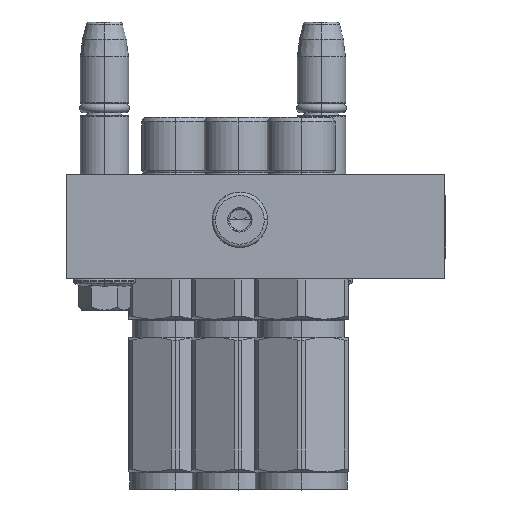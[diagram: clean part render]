
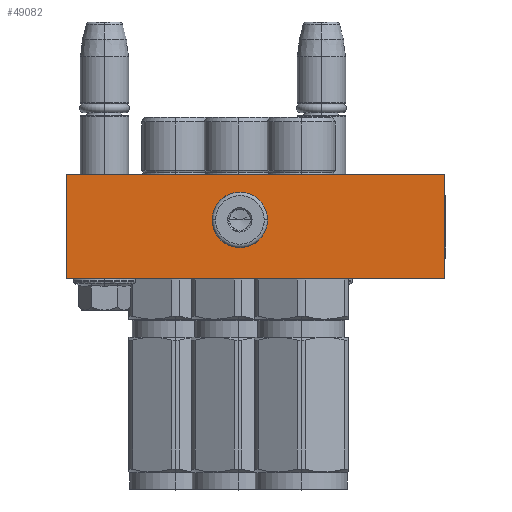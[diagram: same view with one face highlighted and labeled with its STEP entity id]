
A CAD part, front view. The second image highlights one B-rep face of the part: STEP entity #49082.
In plain terms, the highlighted face is planar.
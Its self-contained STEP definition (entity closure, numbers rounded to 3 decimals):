
#1134 = CARTESIAN_POINT ( 'NONE',  ( -5.865, 18.084, -50. ) ) ;
#1315 = CARTESIAN_POINT ( 'NONE',  ( -3.135, 18.085, -50. ) ) ;
#1758 = EDGE_CURVE ( 'NONE', #24163, #45023, #49491, .T. ) ;
#2471 = VERTEX_POINT ( 'NONE', #36733 ) ;
#2525 = CARTESIAN_POINT ( 'NONE',  ( -9.72, 12.827, -50. ) ) ;
#2673 = ORIENTED_EDGE ( 'NONE', *, *, #44237, .T. ) ;
#2682 = CARTESIAN_POINT ( 'NONE',  ( -9.454, 11.319, -50. ) ) ;
#3190 = ORIENTED_EDGE ( 'NONE', *, *, #14685, .T. ) ;
#4015 = CARTESIAN_POINT ( 'NONE',  ( 0.72, 13., -50. ) ) ;
#4548 = CARTESIAN_POINT ( 'NONE',  ( 0.686, 12.315, -50. ) ) ;
#4721 = CARTESIAN_POINT ( 'NONE',  ( 0.446, 11.321, -50. ) ) ;
#5212 = CARTESIAN_POINT ( 'NONE',  ( -9.719, 13.346, -50. ) ) ;
#5379 = CARTESIAN_POINT ( 'NONE',  ( -7.13, 17.561, -50. ) ) ;
#5391 = ORIENTED_EDGE ( 'NONE', *, *, #1758, .T. ) ;
#6972 = VERTEX_POINT ( 'NONE', #16327 ) ;
#7234 = LINE ( 'NONE', #25811, #41475 ) ;
#8461 = CARTESIAN_POINT ( 'NONE',  ( -54.5, 0., -50. ) ) ;
#8717 = ORIENTED_EDGE ( 'NONE', *, *, #50419, .F. ) ;
#9315 = CARTESIAN_POINT ( 'NONE',  ( 0.553, 14.354, -50. ) ) ;
#9486 = CARTESIAN_POINT ( 'NONE',  ( 0.061, 15.63, -50. ) ) ;
#9894 = CARTESIAN_POINT ( 'NONE',  ( 54.5, 0., -50. ) ) ;
#9998 = CARTESIAN_POINT ( 'NONE',  ( -54.5, 0., -50. ) ) ;
#10154 = DIRECTION ( 'NONE',  ( 0., 1., 0. ) ) ;
#10274 = CARTESIAN_POINT ( 'NONE',  ( -54.5, 30., -50. ) ) ;
#10553 = CARTESIAN_POINT ( 'NONE',  ( -7.13, 8.44, -50. ) ) ;
#12423 = CARTESIAN_POINT ( 'NONE',  ( -4.5, 7.78, -50. ) ) ;
#12581 = FACE_BOUND ( 'NONE', #45539, .T. ) ;
#12594 = CARTESIAN_POINT ( 'NONE',  ( -1.293, 8.825, -50. ) ) ;
#12767 = CARTESIAN_POINT ( 'NONE',  ( -3.815, 7.78, -50. ) ) ;
#13090 = PLANE ( 'NONE',  #45846 ) ;
#13256 = CARTESIAN_POINT ( 'NONE',  ( -8.675, 16.207, -50. ) ) ;
#14030 = CARTESIAN_POINT ( 'NONE',  ( 54.5, 0., -50. ) ) ;
#14685 = EDGE_CURVE ( 'NONE', #2471, #38040, #50369, .T. ) ;
#14833 = CARTESIAN_POINT ( 'NONE',  ( -9.711, 12.656, -50. ) ) ;
#16155 = CARTESIAN_POINT ( 'NONE',  ( 0.653, 13.85, -50. ) ) ;
#16327 = CARTESIAN_POINT ( 'NONE',  ( -9.72, 13., -50. ) ) ;
#16984 = CARTESIAN_POINT ( 'NONE',  ( -1.87, 17.56, -50. ) ) ;
#17165 = EDGE_CURVE ( 'NONE', #38355, #24163, #21508, .T. ) ;
#18380 = CARTESIAN_POINT ( 'NONE',  ( -7.707, 8.825, -50. ) ) ;
#20412 = CARTESIAN_POINT ( 'NONE',  ( -1.87, 8.439, -50. ) ) ;
#20552 = CARTESIAN_POINT ( 'NONE',  ( -9.545, 14.353, -50. ) ) ;
#20608 = CARTESIAN_POINT ( 'NONE',  ( 54.5, 30., -50. ) ) ;
#20737 = CARTESIAN_POINT ( 'NONE',  ( 0.454, 14.681, -50. ) ) ;
#21231 = DIRECTION ( 'NONE',  ( 0., 0., -1. ) ) ;
#21508 = LINE ( 'NONE', #14030, #43614 ) ;
#22184 = ORIENTED_EDGE ( 'NONE', *, *, #40962, .F. ) ;
#24015 = CARTESIAN_POINT ( 'NONE',  ( 0.586, 11.815, -50. ) ) ;
#24163 = VERTEX_POINT ( 'NONE', #8461 ) ;
#24505 = CARTESIAN_POINT ( 'NONE',  ( -9.586, 14.185, -50. ) ) ;
#25811 = CARTESIAN_POINT ( 'NONE',  ( 54.5, 30., -50. ) ) ;
#25924 = CARTESIAN_POINT ( 'NONE',  ( -9.72, 13., -50. ) ) ;
#26831 = VECTOR ( 'NONE', #10154, 1000. ) ;
#27134 = ORIENTED_EDGE ( 'NONE', *, *, #48930, .T. ) ;
#28145 = CARTESIAN_POINT ( 'NONE',  ( 0.545, 11.647, -50. ) ) ;
#28302 = CARTESIAN_POINT ( 'NONE',  ( -9.72, 13., -50. ) ) ;
#28639 = CARTESIAN_POINT ( 'NONE',  ( -3.815, 18.22, -50. ) ) ;
#28821 = CARTESIAN_POINT ( 'NONE',  ( -1.293, 17.175, -50. ) ) ;
#28985 = CARTESIAN_POINT ( 'NONE',  ( -9.686, 13.685, -50. ) ) ;
#29565 = VECTOR ( 'NONE', #49041, 1000. ) ;
#30051 = CARTESIAN_POINT ( 'NONE',  ( -9.061, 10.37, -50. ) ) ;
#30216 = CARTESIAN_POINT ( 'NONE',  ( -4.5, 7.78, -50. ) ) ;
#31373 = CARTESIAN_POINT ( 'NONE',  ( 0.711, 13.344, -50. ) ) ;
#31901 = CARTESIAN_POINT ( 'NONE',  ( 0.719, 12.654, -50. ) ) ;
#32153 = FACE_OUTER_BOUND ( 'NONE', #33236, .T. ) ;
#32228 = CARTESIAN_POINT ( 'NONE',  ( -9.061, 15.629, -50. ) ) ;
#32419 = CARTESIAN_POINT ( 'NONE',  ( 0.061, 10.371, -50. ) ) ;
#32738 = CARTESIAN_POINT ( 'NONE',  ( -7.707, 17.175, -50. ) ) ;
#33236 = EDGE_LOOP ( 'NONE', ( #5391, #22184, #8717, #47414 ) ) ;
#33790 = CARTESIAN_POINT ( 'NONE',  ( -9.678, 12.317, -50. ) ) ;
#33951 = CARTESIAN_POINT ( 'NONE',  ( -8.675, 9.793, -50. ) ) ;
#35650 = CARTESIAN_POINT ( 'NONE',  ( 0.388, 11.16, -50. ) ) ;
#36166 = CARTESIAN_POINT ( 'NONE',  ( 0.72, 13., -50. ) ) ;
#36650 = CARTESIAN_POINT ( 'NONE',  ( -5.185, 18.22, -50. ) ) ;
#36733 = CARTESIAN_POINT ( 'NONE',  ( -4.5, 7.78, -50. ) ) ;
#37329 = CARTESIAN_POINT ( 'NONE',  ( 54.5, 0., -50. ) ) ;
#37708 = CARTESIAN_POINT ( 'NONE',  ( -9.553, 11.646, -50. ) ) ;
#38040 = VERTEX_POINT ( 'NONE', #49352 ) ;
#38355 = VERTEX_POINT ( 'NONE', #37329 ) ;
#39569 = CARTESIAN_POINT ( 'NONE',  ( 0.678, 13.683, -50. ) ) ;
#40108 = CARTESIAN_POINT ( 'NONE',  ( -3.135, 7.916, -50. ) ) ;
#40258 = CARTESIAN_POINT ( 'NONE',  ( -9.446, 14.679, -50. ) ) ;
#40436 = CARTESIAN_POINT ( 'NONE',  ( 54.5, 0., -50. ) ) ;
#40608 = CARTESIAN_POINT ( 'NONE',  ( -9.388, 14.84, -50. ) ) ;
#40962 = EDGE_CURVE ( 'NONE', #41531, #45023, #7234, .T. ) ;
#41475 = VECTOR ( 'NONE', #48925, 1000. ) ;
#41531 = VERTEX_POINT ( 'NONE', #20608 ) ;
#41548 = DIRECTION ( 'NONE',  ( -1., 0., 0. ) ) ;
#41835 = CARTESIAN_POINT ( 'NONE',  ( -9.653, 12.15, -50. ) ) ;
#43391 = CARTESIAN_POINT ( 'NONE',  ( -0.325, 9.793, -50. ) ) ;
#43614 = VECTOR ( 'NONE', #41548, 1000. ) ;
#43984 = B_SPLINE_CURVE_WITH_KNOTS ( 'NONE', 3,
 ( #25924, #2525, #14833, #33790, #41835, #37708, #2682, #30051, #33951, #18380, #10553, #45763, #49696, #30216 ),
 .UNSPECIFIED., .F., .F.,
 ( 4, 2, 2, 2, 2, 2, 4 ),
 ( 0., 0.031, 0.063, 0.125, 0.25, 0.375, 0.5 ),
 .UNSPECIFIED. ) ;
#44237 = EDGE_CURVE ( 'NONE', #6972, #2471, #43984, .T. ) ;
#44881 = DIRECTION ( 'NONE',  ( -1., 0., 0. ) ) ;
#45023 = VERTEX_POINT ( 'NONE', #10274 ) ;
#45539 = EDGE_LOOP ( 'NONE', ( #2673, #3190, #27134 ) ) ;
#45651 = B_SPLINE_CURVE_WITH_KNOTS ( 'NONE', 3,
 ( #4015, #47125, #31373, #39569, #16155, #9315, #20737, #9486, #48318, #28821, #16984, #1315, #28639, #36650, #1134, #5379, #32738, #13256, #32228, #40608, #40258, #20552, #24505, #28985, #5212, #28302 ),
 .UNSPECIFIED., .F., .F.,
 ( 4, 2, 2, 2, 2, 2, 2, 2, 2, 2, 2, 2, 4 ),
 ( 0., 0.031, 0.062, 0.125, 0.25, 0.375, 0.5, 0.625, 0.75, 0.875, 0.906, 0.937, 1. ),
 .UNSPECIFIED. ) ;
#45763 = CARTESIAN_POINT ( 'NONE',  ( -5.865, 7.915, -50. ) ) ;
#45846 = AXIS2_PLACEMENT_3D ( 'NONE', #40436, #21231, #44881 ) ;
#46097 = LINE ( 'NONE', #9894, #29565 ) ;
#47125 = CARTESIAN_POINT ( 'NONE',  ( 0.72, 13.173, -50. ) ) ;
#47414 = ORIENTED_EDGE ( 'NONE', *, *, #17165, .T. ) ;
#48318 = CARTESIAN_POINT ( 'NONE',  ( -0.325, 16.207, -50. ) ) ;
#48925 = DIRECTION ( 'NONE',  ( -1., 0., 0. ) ) ;
#48930 = EDGE_CURVE ( 'NONE', #38040, #6972, #45651, .T. ) ;
#49041 = DIRECTION ( 'NONE',  ( 0., 1., 0. ) ) ;
#49082 = ADVANCED_FACE ( 'NONE', ( #12581, #32153 ), #13090, .T. ) ;
#49352 = CARTESIAN_POINT ( 'NONE',  ( 0.72, 13., -50. ) ) ;
#49491 = LINE ( 'NONE', #9998, #26831 ) ;
#49696 = CARTESIAN_POINT ( 'NONE',  ( -5.185, 7.78, -50. ) ) ;
#50369 = B_SPLINE_CURVE_WITH_KNOTS ( 'NONE', 3,
 ( #12423, #12767, #40108, #20412, #12594, #43391, #32419, #35650, #4721, #28145, #24015, #4548, #31901, #36166 ),
 .UNSPECIFIED., .F., .F.,
 ( 4, 2, 2, 2, 2, 2, 4 ),
 ( 0.5, 0.625, 0.75, 0.875, 0.906, 0.938, 1. ),
 .UNSPECIFIED. ) ;
#50419 = EDGE_CURVE ( 'NONE', #38355, #41531, #46097, .T. ) ;
